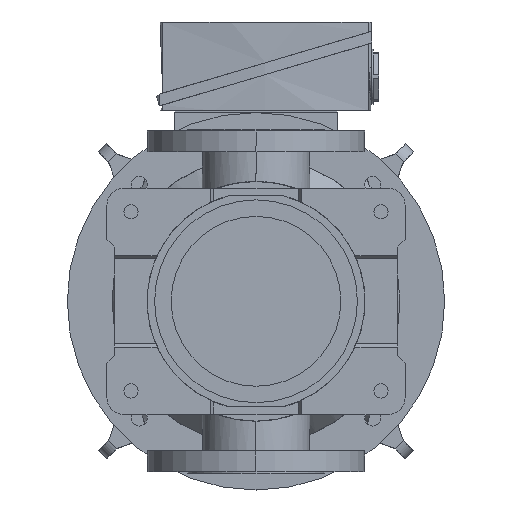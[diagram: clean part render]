
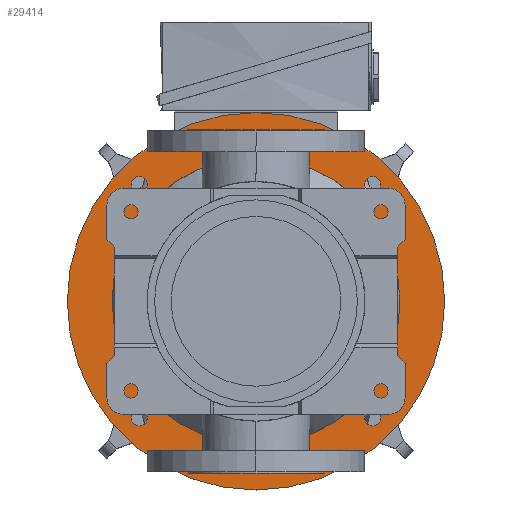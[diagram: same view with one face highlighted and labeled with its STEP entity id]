
A CAD part, front view. The second image highlights one B-rep face of the part: STEP entity #29414.
In plain terms, the highlighted face is planar.
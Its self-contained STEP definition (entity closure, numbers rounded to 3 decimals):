
#144 = DIRECTION ( 'NONE',  ( 1., 0., 0. ) ) ;
#302 = DIRECTION ( 'NONE',  ( -1., 0., 0. ) ) ;
#444 = EDGE_CURVE ( 'NONE', #57518, #17080, #17632, .T. ) ;
#633 = AXIS2_PLACEMENT_3D ( 'NONE', #61381, #3239, #27395 ) ;
#924 = DIRECTION ( 'NONE',  ( 0., 0., -1. ) ) ;
#2876 = CARTESIAN_POINT ( 'NONE',  ( 152.5, 0., 1109.5 ) ) ;
#3098 = VERTEX_POINT ( 'NONE', #14242 ) ;
#3239 = DIRECTION ( 'NONE',  ( 0., 0., -1. ) ) ;
#3676 = EDGE_CURVE ( 'NONE', #13943, #42570, #28633, .T. ) ;
#4466 = ORIENTED_EDGE ( 'NONE', *, *, #12365, .F. ) ;
#4921 = FACE_BOUND ( 'NONE', #54471, .T. ) ;
#5038 = DIRECTION ( 'NONE',  ( 0., 0., -1. ) ) ;
#5108 = EDGE_CURVE ( 'NONE', #42570, #13943, #43798, .T. ) ;
#5481 = AXIS2_PLACEMENT_3D ( 'NONE', #27371, #61358, #22298 ) ;
#5503 = AXIS2_PLACEMENT_3D ( 'NONE', #28869, #5038, #53320 ) ;
#6082 = CIRCLE ( 'NONE', #53716, 8.5 ) ;
#6419 = VERTEX_POINT ( 'NONE', #18508 ) ;
#6601 = ORIENTED_EDGE ( 'NONE', *, *, #15888, .F. ) ;
#7712 = CIRCLE ( 'NONE', #633, 8.5 ) ;
#8316 = CARTESIAN_POINT ( 'NONE',  ( -123.744, 123.744, 1109.5 ) ) ;
#8351 = CARTESIAN_POINT ( 'NONE',  ( -132.244, -123.744, 1109.5 ) ) ;
#9319 = DIRECTION ( 'NONE',  ( 0., 0., -1. ) ) ;
#9366 = PLANE ( 'NONE',  #39062 ) ;
#9888 = DIRECTION ( 'NONE',  ( -1., 0., 0. ) ) ;
#10286 = DIRECTION ( 'NONE',  ( -1., 0., 0. ) ) ;
#10513 = DIRECTION ( 'NONE',  ( 0., 0., -1. ) ) ;
#11465 = CIRCLE ( 'NONE', #19599, 8.5 ) ;
#11889 = CARTESIAN_POINT ( 'NONE',  ( 115.244, 123.744, 1109.5 ) ) ;
#12365 = EDGE_CURVE ( 'NONE', #3098, #18726, #17585, .T. ) ;
#13257 = AXIS2_PLACEMENT_3D ( 'NONE', #49647, #20467, #39809 ) ;
#13566 = CARTESIAN_POINT ( 'NONE',  ( -115.244, -123.744, 1109.5 ) ) ;
#13943 = VERTEX_POINT ( 'NONE', #28571 ) ;
#14096 = DIRECTION ( 'NONE',  ( -1., 0., 0. ) ) ;
#14242 = CARTESIAN_POINT ( 'NONE',  ( -132.244, 123.744, 1109.5 ) ) ;
#14885 = ORIENTED_EDGE ( 'NONE', *, *, #3676, .F. ) ;
#15727 = AXIS2_PLACEMENT_3D ( 'NONE', #53761, #44559, #10286 ) ;
#15888 = EDGE_CURVE ( 'NONE', #6419, #19301, #48948, .T. ) ;
#16242 = EDGE_LOOP ( 'NONE', ( #29809, #36728 ) ) ;
#16348 = DIRECTION ( 'NONE',  ( 0., 0., -1. ) ) ;
#16362 = EDGE_CURVE ( 'NONE', #17080, #57518, #11465, .T. ) ;
#16578 = EDGE_LOOP ( 'NONE', ( #28778, #17216 ) ) ;
#17080 = VERTEX_POINT ( 'NONE', #11889 ) ;
#17216 = ORIENTED_EDGE ( 'NONE', *, *, #57509, .F. ) ;
#17585 = CIRCLE ( 'NONE', #53068, 8.5 ) ;
#17632 = CIRCLE ( 'NONE', #5481, 8.5 ) ;
#18508 = CARTESIAN_POINT ( 'NONE',  ( 132.244, -123.744, 1109.5 ) ) ;
#18726 = VERTEX_POINT ( 'NONE', #42282 ) ;
#19301 = VERTEX_POINT ( 'NONE', #45938 ) ;
#19599 = AXIS2_PLACEMENT_3D ( 'NONE', #33442, #38211, #14096 ) ;
#20467 = DIRECTION ( 'NONE',  ( 0., 0., -1. ) ) ;
#22298 = DIRECTION ( 'NONE',  ( -1., 0., 0. ) ) ;
#23959 = DIRECTION ( 'NONE',  ( -1., 0., 0. ) ) ;
#24106 = CARTESIAN_POINT ( 'NONE',  ( 200., 0., 1109.5 ) ) ;
#24303 = CARTESIAN_POINT ( 'NONE',  ( 220., -220., 1109.5 ) ) ;
#26761 = CIRCLE ( 'NONE', #5503, 8.5 ) ;
#27119 = CIRCLE ( 'NONE', #62623, 8.5 ) ;
#27371 = CARTESIAN_POINT ( 'NONE',  ( 123.744, 123.744, 1109.5 ) ) ;
#27395 = DIRECTION ( 'NONE',  ( -1., 0., 0. ) ) ;
#27667 = EDGE_LOOP ( 'NONE', ( #4466, #48010 ) ) ;
#27696 = DIRECTION ( 'NONE',  ( -1., 0., 0. ) ) ;
#27767 = ORIENTED_EDGE ( 'NONE', *, *, #444, .F. ) ;
#28015 = CIRCLE ( 'NONE', #37108, 200. ) ;
#28571 = CARTESIAN_POINT ( 'NONE',  ( -152.5, 0., 1109.5 ) ) ;
#28633 = CIRCLE ( 'NONE', #52966, 152.5 ) ;
#28656 = EDGE_CURVE ( 'NONE', #19301, #6419, #27119, .T. ) ;
#28778 = ORIENTED_EDGE ( 'NONE', *, *, #61417, .F. ) ;
#28869 = CARTESIAN_POINT ( 'NONE',  ( -123.744, -123.744, 1109.5 ) ) ;
#29060 = FACE_OUTER_BOUND ( 'NONE', #16242, .T. ) ;
#29414 = ADVANCED_FACE ( 'NONE', ( #52858, #38261, #53195, #57628, #4921, #29060 ), #9366, .F. ) ;
#29591 = VERTEX_POINT ( 'NONE', #8351 ) ;
#29809 = ORIENTED_EDGE ( 'NONE', *, *, #36866, .F. ) ;
#30920 = CARTESIAN_POINT ( 'NONE',  ( -200., 0., 1109.5 ) ) ;
#33442 = CARTESIAN_POINT ( 'NONE',  ( 123.744, 123.744, 1109.5 ) ) ;
#34785 = DIRECTION ( 'NONE',  ( -1., 0., 0. ) ) ;
#35927 = EDGE_CURVE ( 'NONE', #18726, #3098, #6082, .T. ) ;
#36728 = ORIENTED_EDGE ( 'NONE', *, *, #43633, .F. ) ;
#36866 = EDGE_CURVE ( 'NONE', #40976, #53376, #28015, .T. ) ;
#37108 = AXIS2_PLACEMENT_3D ( 'NONE', #38598, #57662, #47206 ) ;
#38211 = DIRECTION ( 'NONE',  ( 0., 0., -1. ) ) ;
#38261 = FACE_BOUND ( 'NONE', #16578, .T. ) ;
#38598 = CARTESIAN_POINT ( 'NONE',  ( 0., 0., 1109.5 ) ) ;
#39062 = AXIS2_PLACEMENT_3D ( 'NONE', #24303, #43656, #144 ) ;
#39809 = DIRECTION ( 'NONE',  ( -1., 0., 0. ) ) ;
#40313 = EDGE_LOOP ( 'NONE', ( #14885, #45761 ) ) ;
#40976 = VERTEX_POINT ( 'NONE', #30920 ) ;
#42282 = CARTESIAN_POINT ( 'NONE',  ( -115.244, 123.744, 1109.5 ) ) ;
#42570 = VERTEX_POINT ( 'NONE', #2876 ) ;
#43633 = EDGE_CURVE ( 'NONE', #53376, #40976, #61373, .T. ) ;
#43656 = DIRECTION ( 'NONE',  ( 0., 0., 1. ) ) ;
#43775 = CARTESIAN_POINT ( 'NONE',  ( 132.244, 123.744, 1109.5 ) ) ;
#43798 = CIRCLE ( 'NONE', #13257, 152.5 ) ;
#44136 = CARTESIAN_POINT ( 'NONE',  ( 123.744, -123.744, 1109.5 ) ) ;
#44559 = DIRECTION ( 'NONE',  ( 0., 0., 1. ) ) ;
#44765 = CARTESIAN_POINT ( 'NONE',  ( 123.744, -123.744, 1109.5 ) ) ;
#45761 = ORIENTED_EDGE ( 'NONE', *, *, #5108, .F. ) ;
#45938 = CARTESIAN_POINT ( 'NONE',  ( 115.244, -123.744, 1109.5 ) ) ;
#47206 = DIRECTION ( 'NONE',  ( -1., 0., 0. ) ) ;
#48010 = ORIENTED_EDGE ( 'NONE', *, *, #35927, .F. ) ;
#48235 = EDGE_LOOP ( 'NONE', ( #48384, #27767 ) ) ;
#48384 = ORIENTED_EDGE ( 'NONE', *, *, #16362, .F. ) ;
#48948 = CIRCLE ( 'NONE', #50977, 8.5 ) ;
#49647 = CARTESIAN_POINT ( 'NONE',  ( 0., 0., 1109.5 ) ) ;
#50002 = CARTESIAN_POINT ( 'NONE',  ( 0., 0., 1109.5 ) ) ;
#50977 = AXIS2_PLACEMENT_3D ( 'NONE', #44765, #10513, #9888 ) ;
#52858 = FACE_BOUND ( 'NONE', #40313, .T. ) ;
#52966 = AXIS2_PLACEMENT_3D ( 'NONE', #50002, #16348, #34785 ) ;
#53068 = AXIS2_PLACEMENT_3D ( 'NONE', #57272, #9319, #23959 ) ;
#53195 = FACE_BOUND ( 'NONE', #27667, .T. ) ;
#53320 = DIRECTION ( 'NONE',  ( -1., 0., 0. ) ) ;
#53376 = VERTEX_POINT ( 'NONE', #24106 ) ;
#53716 = AXIS2_PLACEMENT_3D ( 'NONE', #8316, #56275, #27696 ) ;
#53761 = CARTESIAN_POINT ( 'NONE',  ( 0., 0., 1109.5 ) ) ;
#54471 = EDGE_LOOP ( 'NONE', ( #57247, #6601 ) ) ;
#56275 = DIRECTION ( 'NONE',  ( 0., 0., -1. ) ) ;
#57247 = ORIENTED_EDGE ( 'NONE', *, *, #28656, .F. ) ;
#57272 = CARTESIAN_POINT ( 'NONE',  ( -123.744, 123.744, 1109.5 ) ) ;
#57509 = EDGE_CURVE ( 'NONE', #59880, #29591, #26761, .T. ) ;
#57518 = VERTEX_POINT ( 'NONE', #43775 ) ;
#57628 = FACE_BOUND ( 'NONE', #48235, .T. ) ;
#57662 = DIRECTION ( 'NONE',  ( 0., 0., 1. ) ) ;
#59880 = VERTEX_POINT ( 'NONE', #13566 ) ;
#61358 = DIRECTION ( 'NONE',  ( 0., 0., -1. ) ) ;
#61373 = CIRCLE ( 'NONE', #15727, 200. ) ;
#61381 = CARTESIAN_POINT ( 'NONE',  ( -123.744, -123.744, 1109.5 ) ) ;
#61417 = EDGE_CURVE ( 'NONE', #29591, #59880, #7712, .T. ) ;
#62623 = AXIS2_PLACEMENT_3D ( 'NONE', #44136, #924, #302 ) ;
